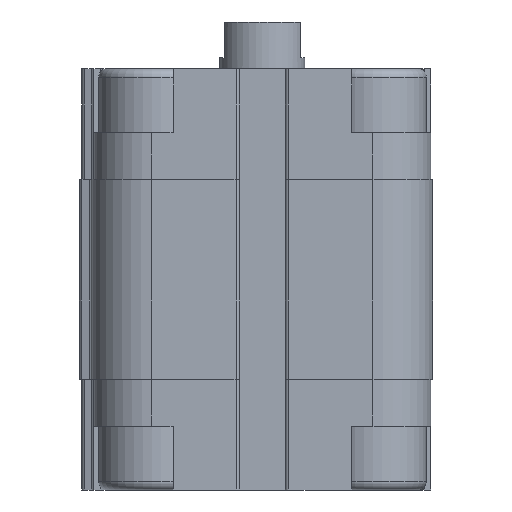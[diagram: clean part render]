
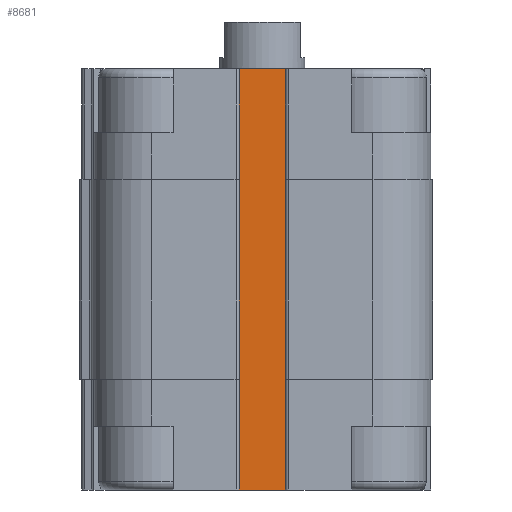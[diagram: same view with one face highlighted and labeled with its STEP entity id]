
A CAD part, left-side view. The second image highlights one B-rep face of the part: STEP entity #8681.
In plain terms, the highlighted face is planar.
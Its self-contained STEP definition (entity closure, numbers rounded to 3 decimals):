
#148=LINE('',#13144,#950);
#231=LINE('',#13453,#1033);
#232=LINE('',#13455,#1034);
#233=LINE('',#13457,#1035);
#950=VECTOR('',#10212,1000.);
#1033=VECTOR('',#10487,1000.);
#1034=VECTOR('',#10490,1000.);
#1035=VECTOR('',#10491,1000.);
#1693=PLANE('',#9322);
#2792=ORIENTED_EDGE('',*,*,#5120,.F.);
#2793=ORIENTED_EDGE('',*,*,#5272,.F.);
#2794=ORIENTED_EDGE('',*,*,#5273,.T.);
#2795=ORIENTED_EDGE('',*,*,#5274,.T.);
#5120=EDGE_CURVE('',#6381,#6382,#148,.T.);
#5272=EDGE_CURVE('',#6511,#6381,#231,.T.);
#5273=EDGE_CURVE('',#6511,#6512,#232,.T.);
#5274=EDGE_CURVE('',#6512,#6382,#233,.T.);
#6381=VERTEX_POINT('',#13143);
#6382=VERTEX_POINT('',#13145);
#6511=VERTEX_POINT('',#13452);
#6512=VERTEX_POINT('',#13456);
#7421=EDGE_LOOP('',(#2792,#2793,#2794,#2795));
#8045=FACE_BOUND('',#7421,.T.);
#8681=ADVANCED_FACE('',(#8045),#1693,.T.);
#9322=AXIS2_PLACEMENT_3D('',#13454,#10488,#10489);
#10212=DIRECTION('',(0.,1.,0.));
#10487=DIRECTION('',(0.,0.,1.));
#10488=DIRECTION('',(1.,0.,0.));
#10489=DIRECTION('',(0.,0.,-1.));
#10490=DIRECTION('',(0.,1.,0.));
#10491=DIRECTION('',(0.,0.,1.));
#13143=CARTESIAN_POINT('',(15.,-3.,0.));
#13144=CARTESIAN_POINT('',(15.,-3.,0.));
#13145=CARTESIAN_POINT('',(15.,3.,0.));
#13452=CARTESIAN_POINT('',(15.,-3.,-49.5));
#13453=CARTESIAN_POINT('',(15.,-3.,-13.));
#13454=CARTESIAN_POINT('',(15.,-3.,-13.));
#13455=CARTESIAN_POINT('',(15.,-3.,-49.5));
#13456=CARTESIAN_POINT('',(15.,3.,-49.5));
#13457=CARTESIAN_POINT('',(15.,3.,-13.));
